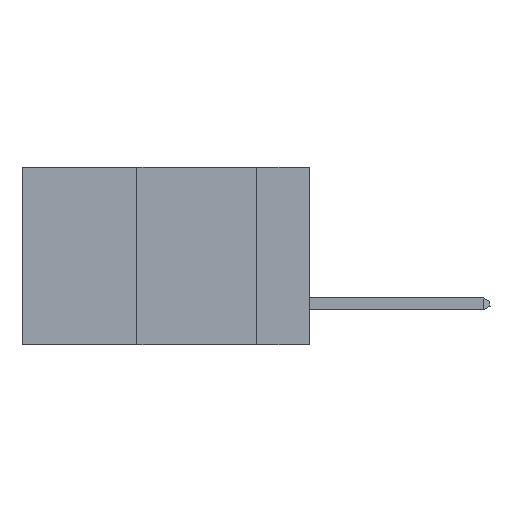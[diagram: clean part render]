
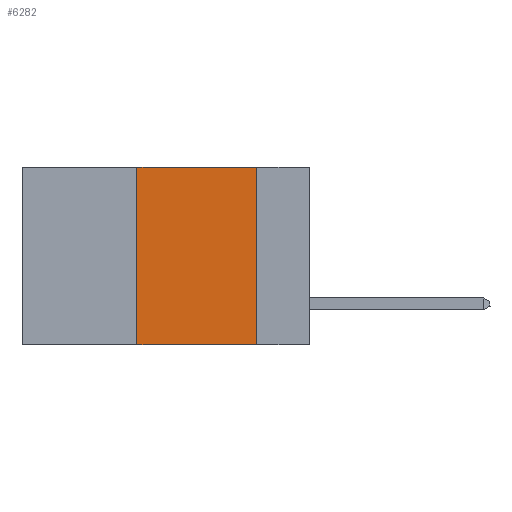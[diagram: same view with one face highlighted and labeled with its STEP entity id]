
A CAD part, left-side view. The second image highlights one B-rep face of the part: STEP entity #6282.
In plain terms, the highlighted planar face has unit normal (-1, 0, 0).
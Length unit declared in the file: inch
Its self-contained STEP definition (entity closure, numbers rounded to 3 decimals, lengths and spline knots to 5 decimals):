
#843 = LINE ( 'NONE', #40964, #29880 ) ;
#1889 = ORIENTED_EDGE ( 'NONE', *, *, #30060, .F. ) ;
#3353 = CARTESIAN_POINT ( 'NONE',  ( 0., 0.36, 0. ) ) ;
#4687 = LINE ( 'NONE', #11251, #17724 ) ;
#5067 = LINE ( 'NONE', #18128, #12208 ) ;
#6282 = ADVANCED_FACE ( 'NONE', ( #13561 ), #40313, .F. ) ;
#6334 = DIRECTION ( 'NONE',  ( 0., 0., -1. ) ) ;
#6721 = DIRECTION ( 'NONE',  ( 0., 0., 1. ) ) ;
#9184 = CARTESIAN_POINT ( 'NONE',  ( 0., 0.11, 0. ) ) ;
#9471 = DIRECTION ( 'NONE',  ( 0., 0., -1. ) ) ;
#10296 = EDGE_CURVE ( 'NONE', #35474, #18549, #4687, .T. ) ;
#11251 = CARTESIAN_POINT ( 'NONE',  ( 0., 0.6, 0. ) ) ;
#11730 = DIRECTION ( 'NONE',  ( 0., -1., 0. ) ) ;
#12208 = VECTOR ( 'NONE', #6721, 39.37008 ) ;
#12502 = VECTOR ( 'NONE', #6334, 39.37008 ) ;
#12857 = EDGE_CURVE ( 'NONE', #34079, #19134, #843, .T. ) ;
#13074 = DIRECTION ( 'NONE',  ( 1., 0., 0. ) ) ;
#13561 = FACE_OUTER_BOUND ( 'NONE', #21463, .T. ) ;
#15753 = CARTESIAN_POINT ( 'NONE',  ( 0., 0.11, -0.37 ) ) ;
#17724 = VECTOR ( 'NONE', #11730, 39.37008 ) ;
#18128 = CARTESIAN_POINT ( 'NONE',  ( 0., 0.36, 0. ) ) ;
#18549 = VERTEX_POINT ( 'NONE', #9184 ) ;
#19134 = VERTEX_POINT ( 'NONE', #15753 ) ;
#20735 = ORIENTED_EDGE ( 'NONE', *, *, #12857, .T. ) ;
#21463 = EDGE_LOOP ( 'NONE', ( #40718, #44343, #1889, #20735 ) ) ;
#22596 = LINE ( 'NONE', #29008, #12502 ) ;
#24810 = CARTESIAN_POINT ( 'NONE',  ( 0., 0.36, -0.37 ) ) ;
#25487 = DIRECTION ( 'NONE',  ( 0., -1., 0. ) ) ;
#29008 = CARTESIAN_POINT ( 'NONE',  ( 0., 0.11, 0. ) ) ;
#29880 = VECTOR ( 'NONE', #25487, 39.37008 ) ;
#30060 = EDGE_CURVE ( 'NONE', #34079, #35474, #5067, .T. ) ;
#34079 = VERTEX_POINT ( 'NONE', #24810 ) ;
#35474 = VERTEX_POINT ( 'NONE', #3353 ) ;
#39829 = AXIS2_PLACEMENT_3D ( 'NONE', #47609, #13074, #9471 ) ;
#40313 = PLANE ( 'NONE',  #39829 ) ;
#40718 = ORIENTED_EDGE ( 'NONE', *, *, #45910, .F. ) ;
#40964 = CARTESIAN_POINT ( 'NONE',  ( 0., 0.6, -0.37 ) ) ;
#44343 = ORIENTED_EDGE ( 'NONE', *, *, #10296, .F. ) ;
#45910 = EDGE_CURVE ( 'NONE', #18549, #19134, #22596, .T. ) ;
#47609 = CARTESIAN_POINT ( 'NONE',  ( 0., 0.6, 0. ) ) ;
